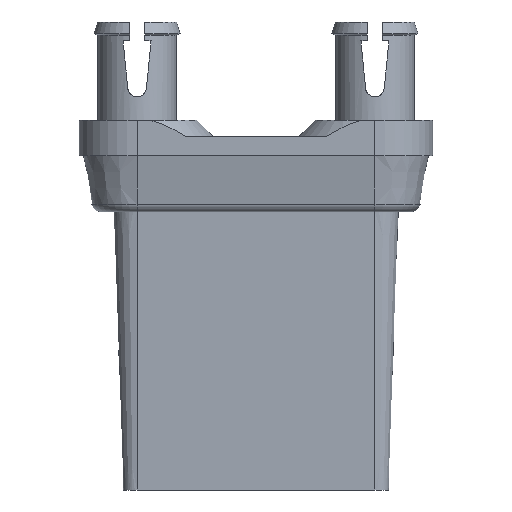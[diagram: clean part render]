
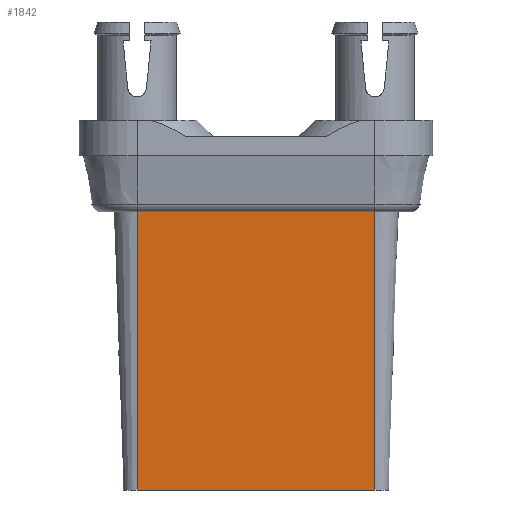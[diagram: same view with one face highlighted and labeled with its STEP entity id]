
A CAD part, front view. The second image highlights one B-rep face of the part: STEP entity #1842.
In plain terms, the highlighted face is planar.
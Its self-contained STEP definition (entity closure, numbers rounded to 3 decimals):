
#1775=CARTESIAN_POINT('',(-6.35,1.25,3.0));
#1776=VERTEX_POINT('',#1775);
#1777=CARTESIAN_POINT('',(6.35,1.25,3.0));
#1778=VERTEX_POINT('',#1777);
#1779=CARTESIAN_POINT('',(-6.35,1.25,3.0));
#1780=DIRECTION('',(1.0,0.0,0.0));
#1781=VECTOR('',#1780,12.7);
#1782=LINE('',#1779,#1781);
#1783=EDGE_CURVE('',#1776,#1778,#1782,.T.);
#1812=CARTESIAN_POINT('',(6.35,1.25,3.0));
#1813=DIRECTION('',(0.0,0.999,0.035));
#1814=DIRECTION('',(-1.0,0.0,0.0));
#1815=AXIS2_PLACEMENT_3D('',#1812,#1813,#1814);
#1816=PLANE('',#1815);
#1817=ORIENTED_EDGE('',*,*,#1783,.F.);
#1818=CARTESIAN_POINT('',(-6.35,0.731,17.85));
#1819=VERTEX_POINT('',#1818);
#1820=CARTESIAN_POINT('',(-6.35,1.25,3.0));
#1821=DIRECTION('',(0.0,-0.035,0.999));
#1822=VECTOR('',#1821,14.859);
#1823=LINE('',#1820,#1822);
#1824=EDGE_CURVE('',#1776,#1819,#1823,.T.);
#1825=ORIENTED_EDGE('',*,*,#1824,.T.);
#1826=CARTESIAN_POINT('',(6.35,0.731,17.85));
#1827=VERTEX_POINT('',#1826);
#1828=CARTESIAN_POINT('',(-6.35,0.731,17.85));
#1829=DIRECTION('',(1.0,0.0,0.0));
#1830=VECTOR('',#1829,12.7);
#1831=LINE('',#1828,#1830);
#1832=EDGE_CURVE('',#1827,#1819,#1831,.F.);
#1833=ORIENTED_EDGE('',*,*,#1832,.F.);
#1834=CARTESIAN_POINT('',(6.35,1.25,3.0));
#1835=DIRECTION('',(0.0,-0.035,0.999));
#1836=VECTOR('',#1835,14.859);
#1837=LINE('',#1834,#1836);
#1838=EDGE_CURVE('',#1778,#1827,#1837,.T.);
#1839=ORIENTED_EDGE('',*,*,#1838,.F.);
#1840=EDGE_LOOP('',(#1817,#1825,#1833,#1839));
#1841=FACE_OUTER_BOUND('',#1840,.T.);
#1842=ADVANCED_FACE('',(#1841),#1816,.T.);
